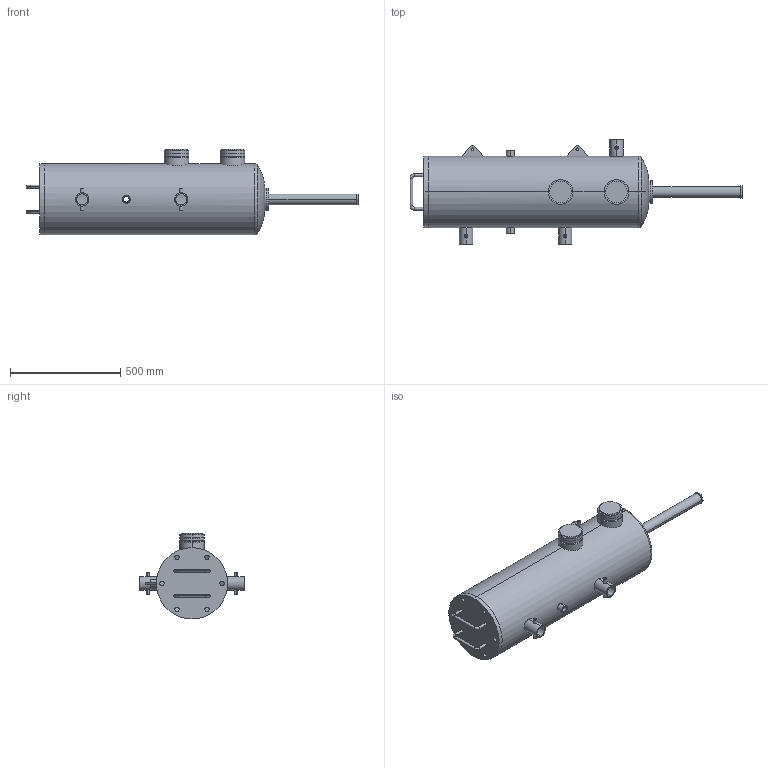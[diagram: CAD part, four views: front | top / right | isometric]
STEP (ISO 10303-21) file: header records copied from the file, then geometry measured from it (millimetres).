
FILE_DESCRIPTION (( 'STEP AP203' ), '1' );
FILE_NAME ('A2-180.STEP', '2020-08-07T12:56:37', ( '' ), ( '' ), 'SwSTEP 2.0', 'SolidWorks 2018', '' );
FILE_SCHEMA (( 'CONFIG_CONTROL_DESIGN' ));
Length unit declared in the file: inch
Products named in the file (1): A2-180
Bounding box: 1508.57 x 476.5 x 390.52 mm (x, y, z)
Volume: 8152025.5 mm3; surface area: 2726496.5 mm2
Topology: 8 solids, 8 shells, 235 faces, 588 edges, 380 vertices
Faces by surface type: cylinder 164, plane 55, torus 16
Entity records: 9783 total; most frequent: CARTESIAN_POINT 3792, DIRECTION 1280, ORIENTED_EDGE 1176, EDGE_CURVE 588, AXIS2_PLACEMENT_3D 532, VERTEX_POINT 380, EDGE_LOOP 332, CIRCLE 296
